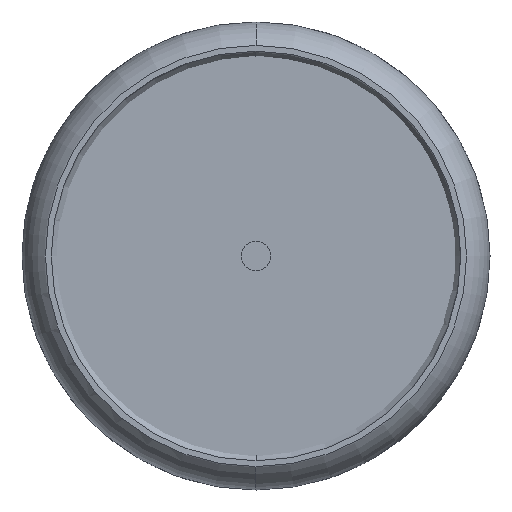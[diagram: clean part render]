
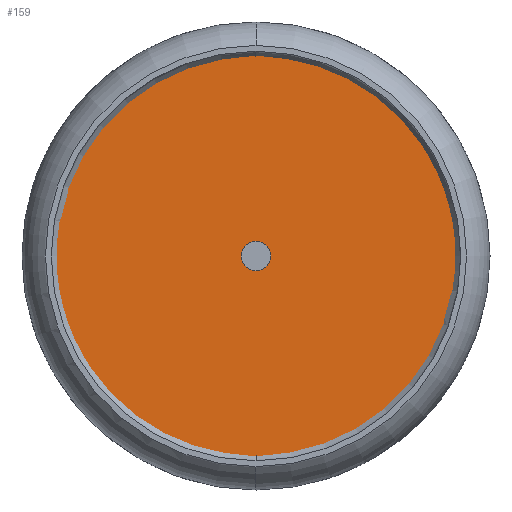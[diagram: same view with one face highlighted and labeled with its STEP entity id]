
A CAD part, front view. The second image highlights one B-rep face of the part: STEP entity #159.
In plain terms, the highlighted planar face has unit normal (0, -1, 0).
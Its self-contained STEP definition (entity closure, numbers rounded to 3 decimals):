
#94 = PLANE ( 'NONE',  #1248 ) ;
#140 = EDGE_LOOP ( 'NONE', ( #1718, #1880 ) ) ;
#159 = ADVANCED_FACE ( 'NONE', ( #1210, #1860 ), #94, .F. ) ;
#187 = CIRCLE ( 'NONE', #1560, 35. ) ;
#215 = DIRECTION ( 'NONE',  ( 0., -1., 0. ) ) ;
#261 = DIRECTION ( 'NONE',  ( 0., 0., 1. ) ) ;
#312 = CARTESIAN_POINT ( 'NONE',  ( 0., 0., -35. ) ) ;
#331 = CARTESIAN_POINT ( 'NONE',  ( 0., 0., 35. ) ) ;
#348 = AXIS2_PLACEMENT_3D ( 'NONE', #1383, #1228, #2049 ) ;
#367 = CARTESIAN_POINT ( 'NONE',  ( 0., 0., 0. ) ) ;
#391 = VERTEX_POINT ( 'NONE', #331 ) ;
#496 = CIRCLE ( 'NONE', #1898, 2.5 ) ;
#560 = CIRCLE ( 'NONE', #1491, 2.5 ) ;
#589 = EDGE_CURVE ( 'NONE', #1389, #1040, #560, .T. ) ;
#696 = VERTEX_POINT ( 'NONE', #312 ) ;
#746 = CARTESIAN_POINT ( 'NONE',  ( 0., 0., 0. ) ) ;
#885 = DIRECTION ( 'NONE',  ( 0., 0., -1. ) ) ;
#902 = DIRECTION ( 'NONE',  ( 0., 0., -1. ) ) ;
#905 = DIRECTION ( 'NONE',  ( 0., 0., -1. ) ) ;
#1040 = VERTEX_POINT ( 'NONE', #1826 ) ;
#1076 = ORIENTED_EDGE ( 'NONE', *, *, #1334, .T. ) ;
#1184 = ORIENTED_EDGE ( 'NONE', *, *, #2059, .T. ) ;
#1210 = FACE_BOUND ( 'NONE', #140, .T. ) ;
#1224 = EDGE_LOOP ( 'NONE', ( #1184, #1076 ) ) ;
#1228 = DIRECTION ( 'NONE',  ( 0., -1., 0. ) ) ;
#1248 = AXIS2_PLACEMENT_3D ( 'NONE', #1587, #2098, #261 ) ;
#1254 = CIRCLE ( 'NONE', #348, 35. ) ;
#1334 = EDGE_CURVE ( 'NONE', #696, #391, #187, .T. ) ;
#1369 = DIRECTION ( 'NONE',  ( 0., -1., 0. ) ) ;
#1383 = CARTESIAN_POINT ( 'NONE',  ( 0., 0., 0. ) ) ;
#1389 = VERTEX_POINT ( 'NONE', #2146 ) ;
#1491 = AXIS2_PLACEMENT_3D ( 'NONE', #367, #215, #885 ) ;
#1519 = CARTESIAN_POINT ( 'NONE',  ( 0., 0., 0. ) ) ;
#1544 = EDGE_CURVE ( 'NONE', #1040, #1389, #496, .T. ) ;
#1560 = AXIS2_PLACEMENT_3D ( 'NONE', #1519, #1369, #902 ) ;
#1587 = CARTESIAN_POINT ( 'NONE',  ( 0., 0., 0. ) ) ;
#1718 = ORIENTED_EDGE ( 'NONE', *, *, #1544, .F. ) ;
#1826 = CARTESIAN_POINT ( 'NONE',  ( 0., 0., -2.5 ) ) ;
#1860 = FACE_OUTER_BOUND ( 'NONE', #1224, .T. ) ;
#1880 = ORIENTED_EDGE ( 'NONE', *, *, #589, .F. ) ;
#1898 = AXIS2_PLACEMENT_3D ( 'NONE', #746, #2050, #905 ) ;
#2049 = DIRECTION ( 'NONE',  ( 0., 0., -1. ) ) ;
#2050 = DIRECTION ( 'NONE',  ( 0., -1., 0. ) ) ;
#2059 = EDGE_CURVE ( 'NONE', #391, #696, #1254, .T. ) ;
#2098 = DIRECTION ( 'NONE',  ( 0., 1., 0. ) ) ;
#2146 = CARTESIAN_POINT ( 'NONE',  ( 0., 0., 2.5 ) ) ;
